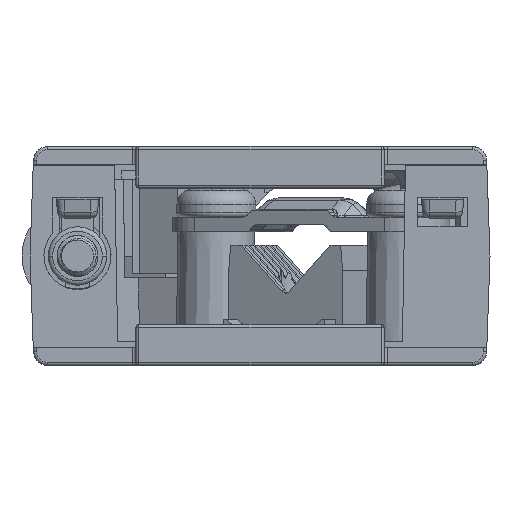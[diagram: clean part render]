
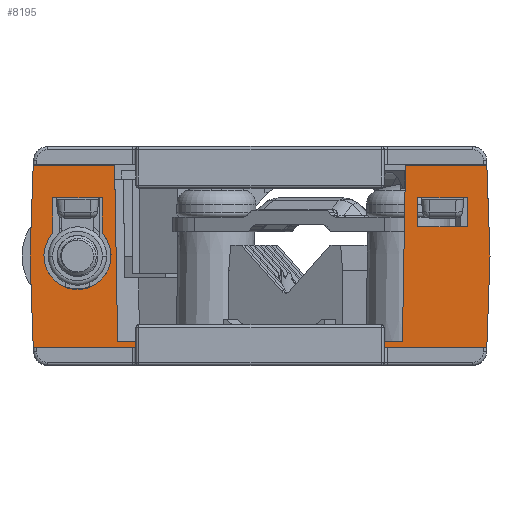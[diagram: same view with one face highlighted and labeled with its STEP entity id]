
A CAD part, front view. The second image highlights one B-rep face of the part: STEP entity #8195.
In plain terms, the highlighted planar face has unit normal (0, -1, 0).
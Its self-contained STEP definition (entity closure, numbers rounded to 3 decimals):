
#358=FACE_BOUND('',#12441,.T.);
#359=FACE_BOUND('',#12442,.T.);
#360=FACE_BOUND('',#12443,.T.);
#2052=LINE('',#45467,#5337);
#2197=LINE('',#45978,#5482);
#2864=LINE('',#47848,#6149);
#2962=LINE('',#48303,#6247);
#2981=LINE('',#48358,#6266);
#3009=LINE('',#48410,#6294);
#3018=LINE('',#48428,#6303);
#3023=LINE('',#48435,#6308);
#3024=LINE('',#48437,#6309);
#3025=LINE('',#48438,#6310);
#3026=LINE('',#48439,#6311);
#3027=LINE('',#48442,#6312);
#3028=LINE('',#48444,#6313);
#3029=LINE('',#48446,#6314);
#3030=LINE('',#48447,#6315);
#3031=LINE('',#48450,#6316);
#3032=LINE('',#48454,#6317);
#5337=VECTOR('',#33900,1.);
#5482=VECTOR('',#34253,1.);
#6149=VECTOR('',#35884,1.);
#6247=VECTOR('',#36228,1.);
#6266=VECTOR('',#36295,1.);
#6294=VECTOR('',#36355,1.);
#6303=VECTOR('',#36372,1.);
#6308=VECTOR('',#36379,1.);
#6309=VECTOR('',#36380,1.);
#6310=VECTOR('',#36381,1.);
#6311=VECTOR('',#36382,1.);
#6312=VECTOR('',#36383,1.);
#6313=VECTOR('',#36384,1.);
#6314=VECTOR('',#36385,1.);
#6315=VECTOR('',#36386,1.);
#6316=VECTOR('',#36387,1.);
#6317=VECTOR('',#36390,1.);
#8195=ADVANCED_FACE('',(#358,#359,#360),#9526,.F.);
#9526=PLANE('',#30719);
#12441=EDGE_LOOP('',(#18680,#18681,#18682,#18683,#18684,#18685,#18686,#18687,
#18688,#18689));
#12442=EDGE_LOOP('',(#18690,#18691,#18692,#18693));
#12443=EDGE_LOOP('',(#18694,#18695,#18696,#18697));
#18680=ORIENTED_EDGE('',*,*,#27513,.F.);
#18681=ORIENTED_EDGE('',*,*,#26285,.F.);
#18682=ORIENTED_EDGE('',*,*,#27484,.T.);
#18683=ORIENTED_EDGE('',*,*,#27456,.F.);
#18684=ORIENTED_EDGE('',*,*,#27522,.F.);
#18685=ORIENTED_EDGE('',*,*,#26483,.T.);
#18686=ORIENTED_EDGE('',*,*,#27527,.T.);
#18687=ORIENTED_EDGE('',*,*,#27528,.F.);
#18688=ORIENTED_EDGE('',*,*,#27290,.F.);
#18689=ORIENTED_EDGE('',*,*,#27529,.T.);
#18690=ORIENTED_EDGE('',*,*,#27530,.F.);
#18691=ORIENTED_EDGE('',*,*,#27531,.F.);
#18692=ORIENTED_EDGE('',*,*,#27532,.F.);
#18693=ORIENTED_EDGE('',*,*,#27533,.F.);
#18694=ORIENTED_EDGE('',*,*,#27534,.F.);
#18695=ORIENTED_EDGE('',*,*,#27535,.F.);
#18696=ORIENTED_EDGE('',*,*,#27536,.F.);
#18697=ORIENTED_EDGE('',*,*,#27537,.F.);
#23213=VERTEX_POINT('',#45466);
#23214=VERTEX_POINT('',#45468);
#23337=VERTEX_POINT('',#45977);
#23338=VERTEX_POINT('',#45979);
#23767=VERTEX_POINT('',#47820);
#23781=VERTEX_POINT('',#47847);
#23879=VERTEX_POINT('',#48302);
#23880=VERTEX_POINT('',#48304);
#23899=VERTEX_POINT('',#48409);
#23906=VERTEX_POINT('',#48436);
#23907=VERTEX_POINT('',#48440);
#23908=VERTEX_POINT('',#48441);
#23909=VERTEX_POINT('',#48443);
#23910=VERTEX_POINT('',#48445);
#23911=VERTEX_POINT('',#48448);
#23912=VERTEX_POINT('',#48449);
#23913=VERTEX_POINT('',#48451);
#23914=VERTEX_POINT('',#48453);
#26285=EDGE_CURVE('',#23213,#23214,#2052,.T.);
#26483=EDGE_CURVE('',#23338,#23337,#2197,.T.);
#27290=EDGE_CURVE('',#23781,#23767,#2864,.T.);
#27456=EDGE_CURVE('',#23879,#23880,#2962,.T.);
#27484=EDGE_CURVE('',#23213,#23880,#2981,.T.);
#27513=EDGE_CURVE('',#23214,#23899,#3009,.T.);
#27522=EDGE_CURVE('',#23338,#23879,#3018,.T.);
#27527=EDGE_CURVE('',#23337,#23906,#3023,.T.);
#27528=EDGE_CURVE('',#23767,#23906,#3024,.T.);
#27529=EDGE_CURVE('',#23781,#23899,#3025,.T.);
#27530=EDGE_CURVE('',#23907,#23908,#3026,.T.);
#27531=EDGE_CURVE('',#23909,#23907,#3027,.T.);
#27532=EDGE_CURVE('',#23910,#23909,#3028,.T.);
#27533=EDGE_CURVE('',#23908,#23910,#3029,.T.);
#27534=EDGE_CURVE('',#23911,#23912,#3030,.T.);
#27535=EDGE_CURVE('',#23913,#23911,#3031,.T.);
#27536=EDGE_CURVE('',#23914,#23913,#29234,.T.);
#27537=EDGE_CURVE('',#23912,#23914,#3032,.T.);
#29234=CIRCLE('',#30718,2.3);
#30718=AXIS2_PLACEMENT_3D('',#48452,#36388,#36389);
#30719=AXIS2_PLACEMENT_3D('',#48455,#36391,#36392);
#33900=DIRECTION('',(0.035,0.,0.999));
#34253=DIRECTION('',(-0.035,0.,0.999));
#35884=DIRECTION('',(1.,0.,0.));
#36228=DIRECTION('',(-1.,0.,0.));
#36295=DIRECTION('',(0.035,0.,-0.999));
#36355=DIRECTION('',(1.,0.,0.));
#36372=DIRECTION('',(-0.035,0.,-0.999));
#36379=DIRECTION('',(-1.,0.,0.));
#36380=DIRECTION('',(0.017,0.,1.));
#36381=DIRECTION('',(-0.017,0.,1.));
#36382=DIRECTION('',(-1.,0.,0.));
#36383=DIRECTION('',(0.,0.,1.));
#36384=DIRECTION('',(1.,0.,0.));
#36385=DIRECTION('',(0.,0.,-1.));
#36386=DIRECTION('',(-1.,0.,0.));
#36387=DIRECTION('',(0.,0.,1.));
#36388=DIRECTION('',(0.,-1.,0.));
#36389=DIRECTION('',(-0.739,0.,0.674));
#36390=DIRECTION('',(0.,0.,-1.));
#36391=DIRECTION('',(0.,1.,0.));
#36392=DIRECTION('',(-1.,0.,0.));
#45466=CARTESIAN_POINT('',(0.001,3.004,-24.2));
#45467=CARTESIAN_POINT('',(0.001,3.004,-24.2));
#45468=CARTESIAN_POINT('',(0.217,3.004,-18.));
#45977=CARTESIAN_POINT('',(31.284,3.004,-18.));
#45978=CARTESIAN_POINT('',(31.501,3.004,-24.2));
#45979=CARTESIAN_POINT('',(31.501,3.004,-24.2));
#47820=CARTESIAN_POINT('',(25.501,3.004,-30.05));
#47847=CARTESIAN_POINT('',(6.001,3.004,-30.05));
#47848=CARTESIAN_POINT('',(6.001,3.004,-30.05));
#48302=CARTESIAN_POINT('',(31.282,3.004,-30.45));
#48303=CARTESIAN_POINT('',(31.282,3.004,-30.45));
#48304=CARTESIAN_POINT('',(0.219,3.004,-30.45));
#48358=CARTESIAN_POINT('',(0.001,3.004,-24.2));
#48409=CARTESIAN_POINT('',(5.79,3.004,-18.));
#48410=CARTESIAN_POINT('',(0.217,3.004,-18.));
#48428=CARTESIAN_POINT('',(31.501,3.004,-24.2));
#48435=CARTESIAN_POINT('',(31.284,3.004,-18.));
#48436=CARTESIAN_POINT('',(25.711,3.004,-18.));
#48437=CARTESIAN_POINT('',(25.501,3.004,-30.05));
#48438=CARTESIAN_POINT('',(6.001,3.004,-30.05));
#48439=CARTESIAN_POINT('',(29.951,3.004,-20.2));
#48440=CARTESIAN_POINT('',(29.951,3.004,-20.2));
#48441=CARTESIAN_POINT('',(26.551,3.004,-20.2));
#48442=CARTESIAN_POINT('',(29.951,3.004,-22.2));
#48443=CARTESIAN_POINT('',(29.951,3.004,-22.2));
#48444=CARTESIAN_POINT('',(26.551,3.004,-22.2));
#48445=CARTESIAN_POINT('',(26.551,3.004,-22.2));
#48446=CARTESIAN_POINT('',(26.551,3.004,-20.2));
#48447=CARTESIAN_POINT('',(4.951,3.004,-20.2));
#48448=CARTESIAN_POINT('',(4.951,3.004,-20.2));
#48449=CARTESIAN_POINT('',(1.551,3.004,-20.2));
#48450=CARTESIAN_POINT('',(4.951,3.004,-22.651));
#48451=CARTESIAN_POINT('',(4.951,3.004,-22.651));
#48452=CARTESIAN_POINT('',(3.251,3.004,-24.2));
#48453=CARTESIAN_POINT('',(1.551,3.004,-22.651));
#48454=CARTESIAN_POINT('',(1.551,3.004,-20.2));
#48455=CARTESIAN_POINT('',(35.573,3.004,-24.2));
